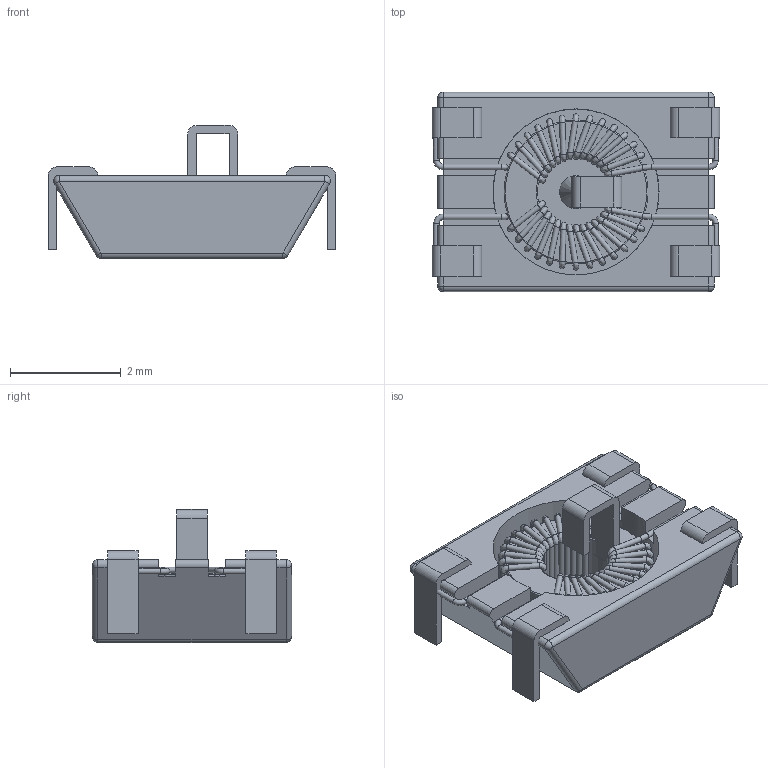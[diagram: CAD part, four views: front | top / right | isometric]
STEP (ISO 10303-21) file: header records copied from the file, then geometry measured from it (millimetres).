
FILE_DESCRIPTION( ( 'Unknown' ), '1' );
FILE_NAME( '744212xxx.stp', 'Unknown', ( 'Unknown' ), ( 'Unknown' ), 'XStep 1.0', 'Unknown', ' ' );
FILE_SCHEMA( ( 'automotive_design' ) );
Length unit declared in the file: millimetre
Products named in the file (6): Assem1; Gehäuse; PIN
Bounding box: 5.2 x 3.6 x 2.4 mm (x, y, z)
Volume: 36.6 mm3; surface area: 260.2 mm2
Topology: 13 solids, 13 shells, 914 faces, 2044 edges, 1174 vertices
Faces by surface type: plane 302, cylinder 298, torus 136, bspline 116, extrusion 44, sphere 16, cone 2
Full cylindrical faces by diameter (mm): 0.1 x240, 1.4 x2, 2.6 x2, 3 x2
Entity records: 20018 total; most frequent: CARTESIAN_POINT 8416, DIRECTION 1580, ORIENTED_EDGE 1414, EDGE_CURVE 707, EDGE_LOOP 706, FACE_OUTER_BOUND 686, AXIS2_PLACEMENT_3D 664, VERTEX_POINT 549
